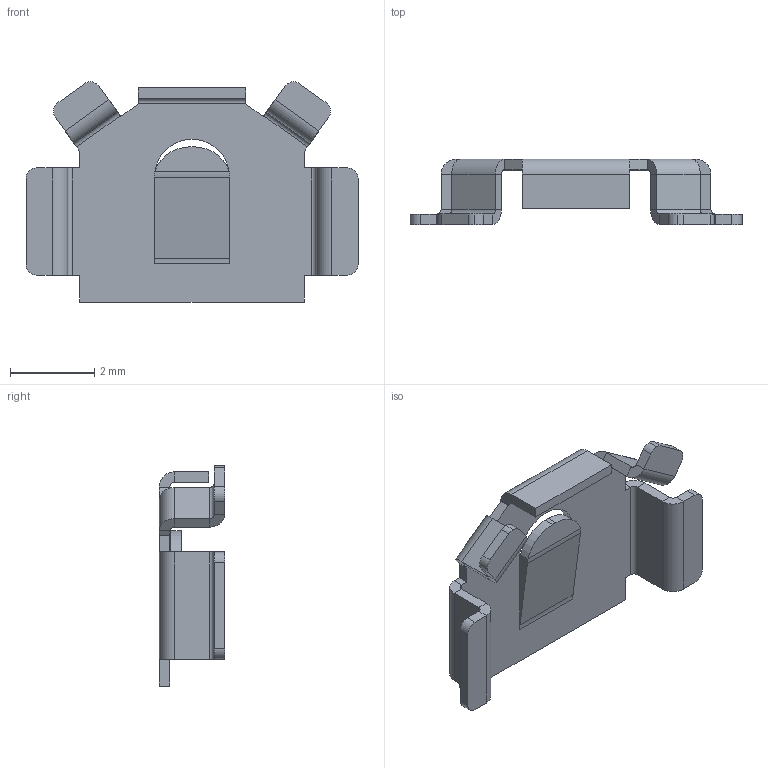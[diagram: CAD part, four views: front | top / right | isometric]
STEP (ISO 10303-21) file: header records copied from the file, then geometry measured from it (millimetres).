
FILE_DESCRIPTION (( 'STEP AP214' ), '1' );
FILE_NAME ('BK-335-SM.STEP', '2019-12-30T15:56:56', ( '' ), ( '' ), 'SwSTEP 2.0', 'SolidWorks 2017', '' );
FILE_SCHEMA (( 'AUTOMOTIVE_DESIGN' ));
Length unit declared in the file: millimetre
Products named in the file (1): BK-335-SM
Bounding box: 7.87 x 1.55 x 5.22 mm (x, y, z)
Volume: 11 mm3; surface area: 100.2 mm2
Topology: 1 solids, 1 shells, 127 faces, 291 edges, 166 vertices
Faces by surface type: plane 91, cylinder 36
Entity records: 3503 total; most frequent: DIRECTION 619, CARTESIAN_POINT 585, ORIENTED_EDGE 582, EDGE_CURVE 291, VECTOR 219, LINE 219, AXIS2_PLACEMENT_3D 200, VERTEX_POINT 166
